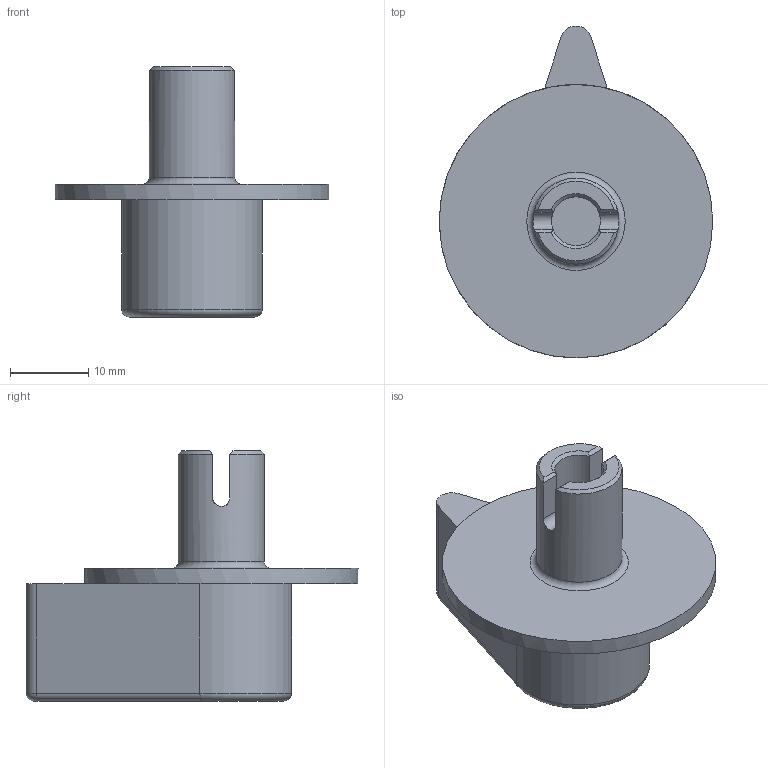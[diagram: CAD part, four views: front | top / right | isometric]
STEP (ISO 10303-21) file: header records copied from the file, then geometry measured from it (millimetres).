
FILE_DESCRIPTION(('FreeCAD Model'),'2;1');
FILE_NAME('hotty_one_replacement_knob.step','2020-06-01T16:14:49',('Felix Morgner'),(''), 'Open CASCADE STEP processor 7.4','FreeCAD','Unknown');
FILE_SCHEMA(('AUTOMOTIVE_DESIGN { 1 0 10303 214 1 1 1 1 }'));
Length unit declared in the file: millimetre
Products named in the file (1): Hotty_One_Knob
Bounding box: 35 x 42.49 x 32 mm (x, y, z)
Volume: 8775.1 mm3; surface area: 4221.2 mm2
Topology: 1 solids, 1 shells, 33 faces, 75 edges, 45 vertices
Faces by surface type: plane 17, cylinder 9, cone 4, torus 3
Full cylindrical faces by diameter (mm): 6.25 x1, 11 x1, 35 x1
Entity records: 2432 total; most frequent: CARTESIAN_POINT 869, DIRECTION 301, ORIENTED_EDGE 150, PCURVE 150, DEFINITIONAL_REPRESENTATION 150, LINE 143, VECTOR 143, EDGE_CURVE 75
